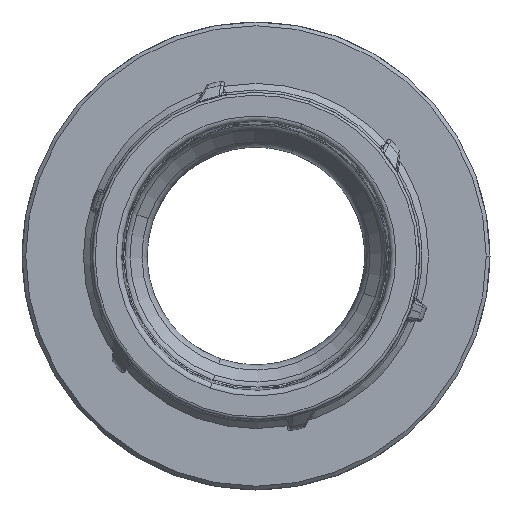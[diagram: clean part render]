
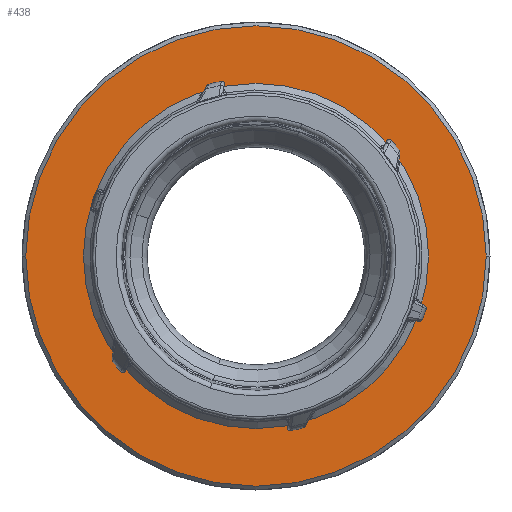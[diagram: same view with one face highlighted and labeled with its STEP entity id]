
A CAD part, front view. The second image highlights one B-rep face of the part: STEP entity #438.
In plain terms, the highlighted planar face has unit normal (0, -1, 0).
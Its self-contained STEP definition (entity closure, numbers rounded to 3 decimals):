
#438=ADVANCED_FACE('',(#1225,#1226),#1227,.F.);
#1225=FACE_OUTER_BOUND('',#2384,.T.);
#1226=FACE_BOUND('',#2385,.T.);
#1227=PLANE('',#2386);
#2384=EDGE_LOOP('',(#5778,#5779));
#2385=EDGE_LOOP('',(#5780,#5781));
#2386=AXIS2_PLACEMENT_3D('',#5782,#5783,#5784);
#5778=ORIENTED_EDGE('',*,*,#8822,.F.);
#5779=ORIENTED_EDGE('',*,*,#8814,.F.);
#5780=ORIENTED_EDGE('',*,*,#8823,.T.);
#5781=ORIENTED_EDGE('',*,*,#8818,.T.);
#5782=CARTESIAN_POINT('',(0.,0.,0.0));
#5783=DIRECTION('',(0.0,1.0,0.0));
#5784=DIRECTION('',(1.0,0.0,-0.0));
#8814=EDGE_CURVE('',#10183,#10185,#10186,.T.);
#8818=EDGE_CURVE('',#10192,#10189,#10193,.T.);
#8822=EDGE_CURVE('',#10185,#10183,#10198,.T.);
#8823=EDGE_CURVE('',#10189,#10192,#10199,.T.);
#10183=VERTEX_POINT('',#12232);
#10185=VERTEX_POINT('',#12235);
#10186=CIRCLE('',#12236,41.85);
#10189=VERTEX_POINT('',#12240);
#10192=VERTEX_POINT('',#12244);
#10193=CIRCLE('',#12245,31.375);
#10198=CIRCLE('',#12251,41.85);
#10199=CIRCLE('',#12252,31.375);
#12232=CARTESIAN_POINT('',(41.85,0.,0.));
#12235=CARTESIAN_POINT('',(-41.85,0.,0.));
#12236=AXIS2_PLACEMENT_3D('',#15381,#15382,#15383);
#12240=CARTESIAN_POINT('',(31.375,0.,0.));
#12244=CARTESIAN_POINT('',(-31.375,0.,0.));
#12245=AXIS2_PLACEMENT_3D('',#15386,#15387,#15388);
#12251=AXIS2_PLACEMENT_3D('',#15393,#15394,#15395);
#12252=AXIS2_PLACEMENT_3D('',#15396,#15397,#15398);
#15381=CARTESIAN_POINT('',(0.0,0.,0.0));
#15382=DIRECTION('',(-0.0,1.0,0.0));
#15383=DIRECTION('',(1.0,0.0,0.0));
#15386=CARTESIAN_POINT('',(0.0,0.,0.0));
#15387=DIRECTION('',(0.0,1.0,0.0));
#15388=DIRECTION('',(-1.0,0.0,0.0));
#15393=CARTESIAN_POINT('',(0.0,0.,0.0));
#15394=DIRECTION('',(-0.0,1.0,0.0));
#15395=DIRECTION('',(1.0,0.0,0.0));
#15396=CARTESIAN_POINT('',(0.0,0.,0.0));
#15397=DIRECTION('',(0.0,1.0,0.0));
#15398=DIRECTION('',(-1.0,0.0,0.0));
